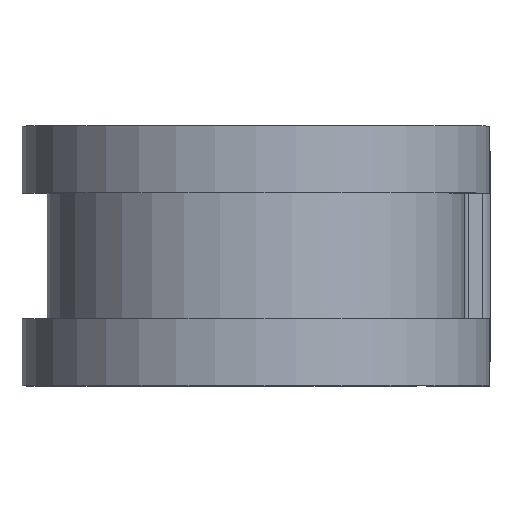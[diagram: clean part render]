
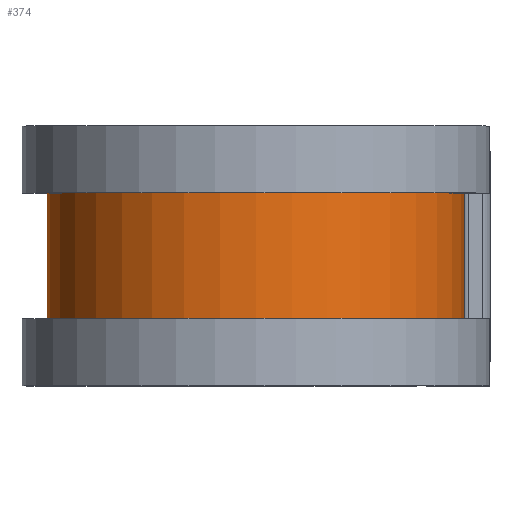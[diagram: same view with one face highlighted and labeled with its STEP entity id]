
A CAD part, top view. The second image highlights one B-rep face of the part: STEP entity #374.
In plain terms, the highlighted cylindrical face has radius 12.649 mm (diameter 25.298 mm), a partial arc.
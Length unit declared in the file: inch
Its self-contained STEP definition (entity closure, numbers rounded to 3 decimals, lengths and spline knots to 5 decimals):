
#99 = DIRECTION ( 'NONE',  ( 0., -1., 0. ) ) ;
#127 = CARTESIAN_POINT ( 'NONE',  ( 0., -0.15, 0. ) ) ;
#159 = VERTEX_POINT ( 'NONE', #386 ) ;
#174 = EDGE_LOOP ( 'NONE', ( #639, #311, #687, #588 ) ) ;
#179 = EDGE_CURVE ( 'NONE', #1052, #800, #1021, .T. ) ;
#243 = CARTESIAN_POINT ( 'NONE',  ( 0.498, 0.15, 0. ) ) ;
#246 = AXIS2_PLACEMENT_3D ( 'NONE', #127, #1076, #271 ) ;
#271 = DIRECTION ( 'NONE',  ( 0., 0., -1. ) ) ;
#276 = DIRECTION ( 'NONE',  ( 0., 0., -1. ) ) ;
#311 = ORIENTED_EDGE ( 'NONE', *, *, #1360, .T. ) ;
#312 = CIRCLE ( 'NONE', #246, 0.498 ) ;
#374 = ADVANCED_FACE ( 'NONE', ( #1257 ), #1212, .T. ) ;
#378 = CARTESIAN_POINT ( 'NONE',  ( 0.498, 0.25, 0. ) ) ;
#386 = CARTESIAN_POINT ( 'NONE',  ( 0., -0.15, -0.498 ) ) ;
#520 = CARTESIAN_POINT ( 'NONE',  ( 0.498, -0.15, 0. ) ) ;
#552 = LINE ( 'NONE', #1736, #1261 ) ;
#588 = ORIENTED_EDGE ( 'NONE', *, *, #1173, .F. ) ;
#639 = ORIENTED_EDGE ( 'NONE', *, *, #179, .F. ) ;
#686 = AXIS2_PLACEMENT_3D ( 'NONE', #1547, #752, #1688 ) ;
#687 = ORIENTED_EDGE ( 'NONE', *, *, #822, .T. ) ;
#710 = DIRECTION ( 'NONE',  ( 0., -1., 0. ) ) ;
#752 = DIRECTION ( 'NONE',  ( 0., -1., 0. ) ) ;
#800 = VERTEX_POINT ( 'NONE', #520 ) ;
#822 = EDGE_CURVE ( 'NONE', #1514, #159, #552, .T. ) ;
#908 = CARTESIAN_POINT ( 'NONE',  ( 0., 0.15, -0.498 ) ) ;
#975 = VECTOR ( 'NONE', #1138, 39.37008 ) ;
#1021 = LINE ( 'NONE', #378, #975 ) ;
#1052 = VERTEX_POINT ( 'NONE', #243 ) ;
#1076 = DIRECTION ( 'NONE',  ( 0., -1., 0. ) ) ;
#1099 = AXIS2_PLACEMENT_3D ( 'NONE', #1224, #710, #276 ) ;
#1138 = DIRECTION ( 'NONE',  ( 0., -1., 0. ) ) ;
#1173 = EDGE_CURVE ( 'NONE', #800, #159, #312, .T. ) ;
#1212 = CYLINDRICAL_SURFACE ( 'NONE', #1099, 0.498 ) ;
#1224 = CARTESIAN_POINT ( 'NONE',  ( 0., 0.25, 0. ) ) ;
#1257 = FACE_OUTER_BOUND ( 'NONE', #174, .T. ) ;
#1261 = VECTOR ( 'NONE', #99, 39.37008 ) ;
#1360 = EDGE_CURVE ( 'NONE', #1052, #1514, #1709, .T. ) ;
#1514 = VERTEX_POINT ( 'NONE', #908 ) ;
#1547 = CARTESIAN_POINT ( 'NONE',  ( 0., 0.15, 0. ) ) ;
#1688 = DIRECTION ( 'NONE',  ( 0., 0., -1. ) ) ;
#1709 = CIRCLE ( 'NONE', #686, 0.498 ) ;
#1736 = CARTESIAN_POINT ( 'NONE',  ( 0., 0.25, -0.498 ) ) ;
